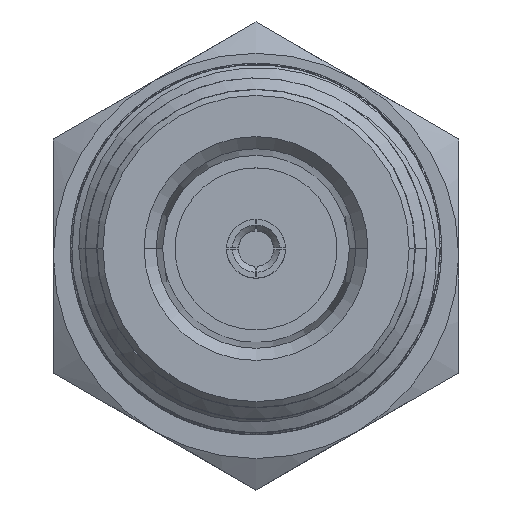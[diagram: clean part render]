
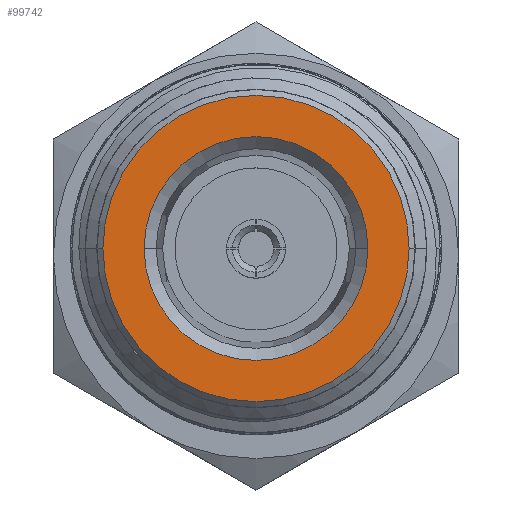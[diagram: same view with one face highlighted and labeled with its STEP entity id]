
A CAD part, top view. The second image highlights one B-rep face of the part: STEP entity #99742.
In plain terms, the highlighted face is planar.
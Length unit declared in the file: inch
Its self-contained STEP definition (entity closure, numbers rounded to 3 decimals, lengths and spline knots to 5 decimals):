
#1254 = ORIENTED_EDGE ( 'NONE', *, *, #26526, .T. ) ;
#3152 = AXIS2_PLACEMENT_3D ( 'NONE', #111505, #76701, #94514 ) ;
#9145 = EDGE_LOOP ( 'NONE', ( #92928, #1254 ) ) ;
#10789 = DIRECTION ( 'NONE',  ( 0., 0., 1. ) ) ;
#11784 = ORIENTED_EDGE ( 'NONE', *, *, #52201, .T. ) ;
#12304 = CARTESIAN_POINT ( 'NONE',  ( 0., 0., 0.26 ) ) ;
#16466 = CARTESIAN_POINT ( 'NONE',  ( 0., 0., 0. ) ) ;
#17796 = FACE_OUTER_BOUND ( 'NONE', #34940, .T. ) ;
#22274 = DIRECTION ( 'NONE',  ( 1., 0., 0. ) ) ;
#23101 = CARTESIAN_POINT ( 'NONE',  ( 0., 0., 0. ) ) ;
#26526 = EDGE_CURVE ( 'NONE', #85119, #29988, #95430, .T. ) ;
#29988 = VERTEX_POINT ( 'NONE', #32091 ) ;
#31168 = EDGE_CURVE ( 'NONE', #71615, #75122, #49504, .T. ) ;
#32091 = CARTESIAN_POINT ( 'NONE',  ( 0., 0., 0.19 ) ) ;
#34940 = EDGE_LOOP ( 'NONE', ( #51040, #11784 ) ) ;
#39676 = AXIS2_PLACEMENT_3D ( 'NONE', #16466, #106468, #116357 ) ;
#44002 = PLANE ( 'NONE',  #39676 ) ;
#45891 = CARTESIAN_POINT ( 'NONE',  ( 0., 0., -0.26 ) ) ;
#47909 = DIRECTION ( 'NONE',  ( 0., 0., 1. ) ) ;
#48532 = EDGE_CURVE ( 'NONE', #29988, #85119, #109928, .T. ) ;
#48680 = CARTESIAN_POINT ( 'NONE',  ( 0., 0., 0. ) ) ;
#49504 = CIRCLE ( 'NONE', #3152, 0.26 ) ;
#51040 = ORIENTED_EDGE ( 'NONE', *, *, #31168, .T. ) ;
#52201 = EDGE_CURVE ( 'NONE', #75122, #71615, #58709, .T. ) ;
#54957 = DIRECTION ( 'NONE',  ( -1., 0., 0. ) ) ;
#58709 = CIRCLE ( 'NONE', #110261, 0.26 ) ;
#58988 = DIRECTION ( 'NONE',  ( 0., 0., 1. ) ) ;
#62043 = CARTESIAN_POINT ( 'NONE',  ( 0., 0., -0.19 ) ) ;
#64434 = CARTESIAN_POINT ( 'NONE',  ( 0., 0., 0. ) ) ;
#71615 = VERTEX_POINT ( 'NONE', #45891 ) ;
#75122 = VERTEX_POINT ( 'NONE', #12304 ) ;
#76701 = DIRECTION ( 'NONE',  ( -1., 0., 0. ) ) ;
#79921 = FACE_BOUND ( 'NONE', #9145, .T. ) ;
#81950 = AXIS2_PLACEMENT_3D ( 'NONE', #48680, #22274, #47909 ) ;
#85119 = VERTEX_POINT ( 'NONE', #62043 ) ;
#85846 = DIRECTION ( 'NONE',  ( 1., 0., 0. ) ) ;
#92928 = ORIENTED_EDGE ( 'NONE', *, *, #48532, .T. ) ;
#94514 = DIRECTION ( 'NONE',  ( 0., 0., 1. ) ) ;
#94737 = AXIS2_PLACEMENT_3D ( 'NONE', #23101, #85846, #58988 ) ;
#95430 = CIRCLE ( 'NONE', #81950, 0.19 ) ;
#99742 = ADVANCED_FACE ( 'NONE', ( #17796, #79921 ), #44002, .T. ) ;
#106468 = DIRECTION ( 'NONE',  ( -1., 0., 0. ) ) ;
#109928 = CIRCLE ( 'NONE', #94737, 0.19 ) ;
#110261 = AXIS2_PLACEMENT_3D ( 'NONE', #64434, #54957, #10789 ) ;
#111505 = CARTESIAN_POINT ( 'NONE',  ( 0., 0., 0. ) ) ;
#116357 = DIRECTION ( 'NONE',  ( 0., 0., 1. ) ) ;
